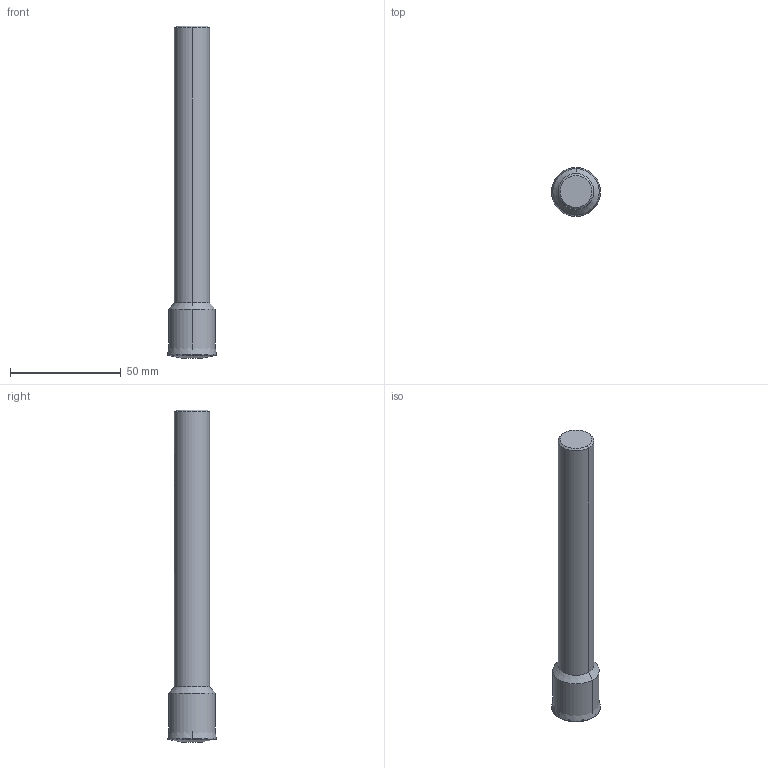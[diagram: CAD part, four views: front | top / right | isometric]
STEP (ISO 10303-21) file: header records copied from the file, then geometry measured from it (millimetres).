
FILE_DESCRIPTION(('no description'),'unknown implementation level');
FILE_NAME('solidkhWBIvwDtFp3T_kisH_qyFk4de4_1.STP',' ',('CIM GmbH Aachen'),('CADClick - KiM GmbH - www.kimweb.de'),'unknown preprocess','ACIS','unknown authorization');
FILE_SCHEMA(('automotive_design'));
Length unit declared in the file: millimetre
Products named in the file (2): 1; 2
Bounding box: 22.11 x 22.11 x 150 mm (x, y, z)
Volume: 35167.4 mm3; surface area: 9552.7 mm2
Topology: 2 solids, 2 shells, 45 faces, 117 edges, 74 vertices
Faces by surface type: cone 14, torus 12, cylinder 12, plane 7
Entity records: 2968 total; most frequent: CARTESIAN_POINT 457, DIRECTION 269, STYLED_ITEM 238, PRESENTATION_STYLE_ASSIGNMENT 238, COLOUR_RGB 238, ORIENTED_EDGE 234, EDGE_CURVE 117, AXIS2_PLACEMENT_3D 117
